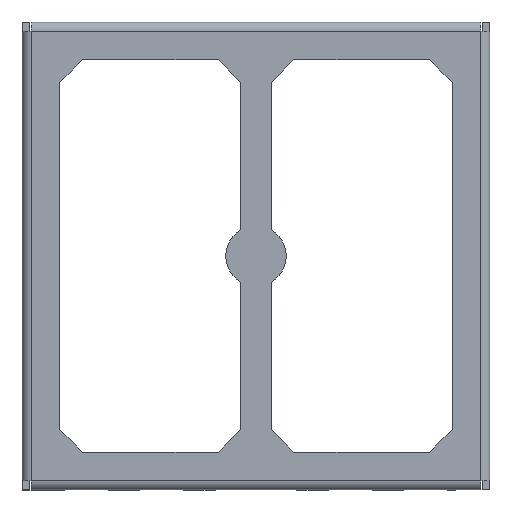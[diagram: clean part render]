
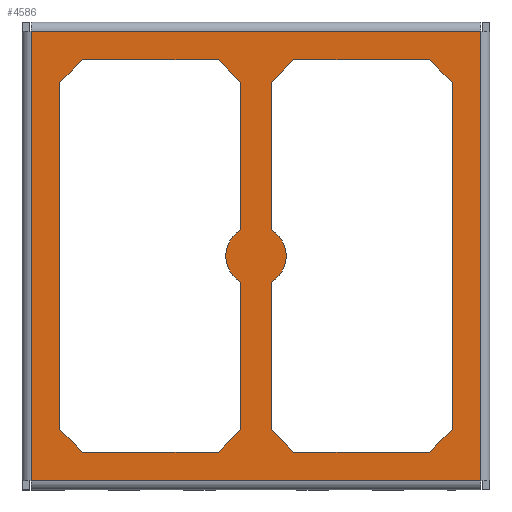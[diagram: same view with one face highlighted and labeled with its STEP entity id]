
A CAD part, top view. The second image highlights one B-rep face of the part: STEP entity #4586.
In plain terms, the highlighted planar face has unit normal (0, 0, 1).
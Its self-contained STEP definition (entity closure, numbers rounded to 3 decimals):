
#76=PLANE('',#4894);
#141=LINE('',#6146,#465);
#147=LINE('',#6164,#471);
#206=LINE('',#6402,#530);
#231=LINE('',#6482,#555);
#239=LINE('',#6499,#563);
#276=LINE('',#6621,#600);
#282=LINE('',#6634,#606);
#285=LINE('',#6640,#609);
#290=LINE('',#6650,#614);
#292=LINE('',#6654,#616);
#294=LINE('',#6660,#618);
#309=LINE('',#6711,#633);
#330=LINE('',#6754,#654);
#331=LINE('',#6756,#655);
#332=LINE('',#6759,#656);
#333=LINE('',#6761,#657);
#334=LINE('',#6762,#658);
#335=LINE('',#6765,#659);
#336=LINE('',#6766,#660);
#337=LINE('',#6767,#661);
#338=LINE('',#6769,#662);
#339=LINE('',#6772,#663);
#465=VECTOR('',#5083,1000.);
#471=VECTOR('',#5097,1000.);
#530=VECTOR('',#5324,1000.);
#555=VECTOR('',#5399,1000.);
#563=VECTOR('',#5417,1000.);
#600=VECTOR('',#5546,1000.);
#606=VECTOR('',#5560,1000.);
#609=VECTOR('',#5565,1000.);
#614=VECTOR('',#5572,1000.);
#616=VECTOR('',#5576,1000.);
#618=VECTOR('',#5584,1000.);
#633=VECTOR('',#5647,1000.);
#654=VECTOR('',#5702,1000.);
#655=VECTOR('',#5703,1000.);
#656=VECTOR('',#5706,1000.);
#657=VECTOR('',#5707,1000.);
#658=VECTOR('',#5708,1000.);
#659=VECTOR('',#5709,1000.);
#660=VECTOR('',#5710,1000.);
#661=VECTOR('',#5711,1000.);
#662=VECTOR('',#5712,1000.);
#663=VECTOR('',#5715,1000.);
#1274=ORIENTED_EDGE('',*,*,#2109,.F.);
#1275=ORIENTED_EDGE('',*,*,#1801,.T.);
#1276=ORIENTED_EDGE('',*,*,#2046,.F.);
#1277=ORIENTED_EDGE('',*,*,#2054,.T.);
#1278=ORIENTED_EDGE('',*,*,#2110,.F.);
#1279=ORIENTED_EDGE('',*,*,#2049,.T.);
#1280=ORIENTED_EDGE('',*,*,#1977,.F.);
#1281=ORIENTED_EDGE('',*,*,#2111,.F.);
#1282=ORIENTED_EDGE('',*,*,#2112,.F.);
#1283=ORIENTED_EDGE('',*,*,#2113,.T.);
#1284=ORIENTED_EDGE('',*,*,#2114,.F.);
#1285=ORIENTED_EDGE('',*,*,#2115,.T.);
#1286=ORIENTED_EDGE('',*,*,#2040,.F.);
#1287=ORIENTED_EDGE('',*,*,#2116,.T.);
#1288=ORIENTED_EDGE('',*,*,#2056,.F.);
#1289=ORIENTED_EDGE('',*,*,#1809,.T.);
#1290=ORIENTED_EDGE('',*,*,#1930,.F.);
#1291=ORIENTED_EDGE('',*,*,#2117,.T.);
#1292=ORIENTED_EDGE('',*,*,#2118,.F.);
#1293=ORIENTED_EDGE('',*,*,#2119,.F.);
#1294=ORIENTED_EDGE('',*,*,#2120,.T.);
#1295=ORIENTED_EDGE('',*,*,#1969,.T.);
#1296=ORIENTED_EDGE('',*,*,#2059,.T.);
#1297=ORIENTED_EDGE('',*,*,#2086,.T.);
#1801=EDGE_CURVE('',#2305,#2304,#141,.T.);
#1809=EDGE_CURVE('',#2313,#2312,#147,.T.);
#1930=EDGE_CURVE('',#2408,#2312,#206,.T.);
#1969=EDGE_CURVE('',#2426,#2321,#231,.T.);
#1977=EDGE_CURVE('',#2442,#2443,#239,.T.);
#2040=EDGE_CURVE('',#2480,#2481,#276,.T.);
#2046=EDGE_CURVE('',#2484,#2304,#282,.T.);
#2049=EDGE_CURVE('',#2486,#2443,#285,.T.);
#2054=EDGE_CURVE('',#2484,#2489,#290,.T.);
#2056=EDGE_CURVE('',#2313,#2491,#292,.T.);
#2059=EDGE_CURVE('',#2321,#2340,#294,.T.);
#2086=EDGE_CURVE('',#2340,#2423,#309,.T.);
#2109=EDGE_CURVE('',#2305,#2509,#330,.T.);
#2110=EDGE_CURVE('',#2486,#2489,#331,.T.);
#2111=EDGE_CURVE('',#2510,#2442,#2723,.T.);
#2112=EDGE_CURVE('',#2511,#2510,#332,.T.);
#2113=EDGE_CURVE('',#2511,#2509,#333,.T.);
#2114=EDGE_CURVE('',#2512,#2513,#334,.T.);
#2115=EDGE_CURVE('',#2512,#2481,#335,.T.);
#2116=EDGE_CURVE('',#2480,#2491,#336,.T.);
#2117=EDGE_CURVE('',#2408,#2514,#337,.T.);
#2118=EDGE_CURVE('',#2515,#2514,#338,.T.);
#2119=EDGE_CURVE('',#2513,#2515,#2724,.T.);
#2120=EDGE_CURVE('',#2423,#2426,#339,.T.);
#2304=VERTEX_POINT('',#6145);
#2305=VERTEX_POINT('',#6147);
#2312=VERTEX_POINT('',#6163);
#2313=VERTEX_POINT('',#6165);
#2321=VERTEX_POINT('',#6188);
#2340=VERTEX_POINT('',#6233);
#2408=VERTEX_POINT('',#6403);
#2423=VERTEX_POINT('',#6440);
#2426=VERTEX_POINT('',#6452);
#2442=VERTEX_POINT('',#6500);
#2443=VERTEX_POINT('',#6501);
#2480=VERTEX_POINT('',#6620);
#2481=VERTEX_POINT('',#6622);
#2484=VERTEX_POINT('',#6635);
#2486=VERTEX_POINT('',#6641);
#2489=VERTEX_POINT('',#6649);
#2491=VERTEX_POINT('',#6655);
#2509=VERTEX_POINT('',#6755);
#2510=VERTEX_POINT('',#6758);
#2511=VERTEX_POINT('',#6760);
#2512=VERTEX_POINT('',#6763);
#2513=VERTEX_POINT('',#6764);
#2514=VERTEX_POINT('',#6768);
#2515=VERTEX_POINT('',#6770);
#2723=CIRCLE('',#4895,2.);
#2724=CIRCLE('',#4896,2.);
#2884=EDGE_LOOP('',(#1274,#1275,#1276,#1277,#1278,#1279,#1280,#1281,#1282,
#1283));
#2885=EDGE_LOOP('',(#1284,#1285,#1286,#1287,#1288,#1289,#1290,#1291,#1292,
#1293));
#2886=EDGE_LOOP('',(#1294,#1295,#1296,#1297));
#3066=FACE_BOUND('',#2884,.T.);
#3067=FACE_BOUND('',#2885,.T.);
#3068=FACE_BOUND('',#2886,.T.);
#4586=ADVANCED_FACE('',(#3066,#3067,#3068),#76,.T.);
#4894=AXIS2_PLACEMENT_3D('',#6753,#5700,#5701);
#4895=AXIS2_PLACEMENT_3D('',#6757,#5704,#5705);
#4896=AXIS2_PLACEMENT_3D('',#6771,#5713,#5714);
#5083=DIRECTION('',(-0.707,0.707,0.));
#5097=DIRECTION('',(-0.707,-0.707,0.));
#5324=DIRECTION('',(1.,0.,0.));
#5399=DIRECTION('',(1.,0.,0.));
#5417=DIRECTION('',(0.,1.,0.));
#5546=DIRECTION('',(-1.,0.,0.));
#5560=DIRECTION('',(0.,-1.,0.));
#5565=DIRECTION('',(0.707,-0.707,0.));
#5572=DIRECTION('',(0.707,0.707,0.));
#5576=DIRECTION('',(0.,1.,0.));
#5584=DIRECTION('',(0.,1.,0.));
#5647=DIRECTION('',(-1.,0.,0.));
#5700=DIRECTION('',(0.,0.,1.));
#5701=DIRECTION('',(1.,0.,0.));
#5702=DIRECTION('',(1.,0.,0.));
#5703=DIRECTION('',(-1.,0.,0.));
#5704=DIRECTION('',(0.,0.,-1.));
#5705=DIRECTION('',(1.,0.,0.));
#5706=DIRECTION('',(0.,1.,0.));
#5707=DIRECTION('',(-0.707,-0.707,0.));
#5708=DIRECTION('',(0.,-1.,0.));
#5709=DIRECTION('',(0.707,0.707,0.));
#5710=DIRECTION('',(0.707,-0.707,0.));
#5711=DIRECTION('',(-0.707,0.707,0.));
#5712=DIRECTION('',(0.,-1.,0.));
#5713=DIRECTION('',(0.,0.,-1.));
#5714=DIRECTION('',(1.,0.,0.));
#5715=DIRECTION('',(0.,-1.,0.));
#6145=CARTESIAN_POINT('',(1.9,3.4,0.));
#6146=CARTESIAN_POINT('',(3.4,1.9,0.));
#6147=CARTESIAN_POINT('',(3.4,1.9,0.));
#6163=CARTESIAN_POINT('',(26.4,1.9,0.));
#6164=CARTESIAN_POINT('',(27.9,3.4,0.));
#6165=CARTESIAN_POINT('',(27.9,3.4,0.));
#6188=CARTESIAN_POINT('',(29.8,0.,0.));
#6233=CARTESIAN_POINT('',(29.8,29.8,0.));
#6402=CARTESIAN_POINT('',(11.9,1.9,0.));
#6403=CARTESIAN_POINT('',(17.4,1.9,0.));
#6440=CARTESIAN_POINT('',(0.,29.8,0.));
#6452=CARTESIAN_POINT('',(0.,0.,0.));
#6482=CARTESIAN_POINT('',(24.8,0.,0.));
#6499=CARTESIAN_POINT('',(13.9,27.9,0.));
#6500=CARTESIAN_POINT('',(13.9,16.632,0.));
#6501=CARTESIAN_POINT('',(13.9,26.4,0.));
#6620=CARTESIAN_POINT('',(26.4,27.9,0.));
#6621=CARTESIAN_POINT('',(17.9,27.9,0.));
#6622=CARTESIAN_POINT('',(17.4,27.9,0.));
#6634=CARTESIAN_POINT('',(1.9,22.9,0.));
#6635=CARTESIAN_POINT('',(1.9,26.4,0.));
#6640=CARTESIAN_POINT('',(13.9,26.4,0.));
#6641=CARTESIAN_POINT('',(12.4,27.9,0.));
#6649=CARTESIAN_POINT('',(3.4,27.9,0.));
#6650=CARTESIAN_POINT('',(1.9,26.4,0.));
#6654=CARTESIAN_POINT('',(27.9,16.9,0.));
#6655=CARTESIAN_POINT('',(27.9,26.4,0.));
#6660=CARTESIAN_POINT('',(29.8,24.8,0.));
#6711=CARTESIAN_POINT('',(5.,29.8,0.));
#6753=CARTESIAN_POINT('',(4.4,14.4,0.));
#6754=CARTESIAN_POINT('',(11.9,1.9,0.));
#6755=CARTESIAN_POINT('',(12.4,1.9,0.));
#6756=CARTESIAN_POINT('',(17.9,27.9,0.));
#6757=CARTESIAN_POINT('',(14.9,14.9,0.));
#6758=CARTESIAN_POINT('',(13.9,13.168,0.));
#6759=CARTESIAN_POINT('',(13.9,12.609,0.));
#6760=CARTESIAN_POINT('',(13.9,3.4,0.));
#6761=CARTESIAN_POINT('',(12.4,1.9,0.));
#6762=CARTESIAN_POINT('',(15.9,17.191,0.));
#6763=CARTESIAN_POINT('',(15.9,26.4,0.));
#6764=CARTESIAN_POINT('',(15.9,16.632,0.));
#6765=CARTESIAN_POINT('',(17.4,27.9,0.));
#6766=CARTESIAN_POINT('',(26.4,27.9,0.));
#6767=CARTESIAN_POINT('',(15.9,3.4,0.));
#6768=CARTESIAN_POINT('',(15.9,3.4,0.));
#6769=CARTESIAN_POINT('',(15.9,1.9,0.));
#6770=CARTESIAN_POINT('',(15.9,13.168,0.));
#6771=CARTESIAN_POINT('',(14.9,14.9,0.));
#6772=CARTESIAN_POINT('',(0.,15.,0.));
